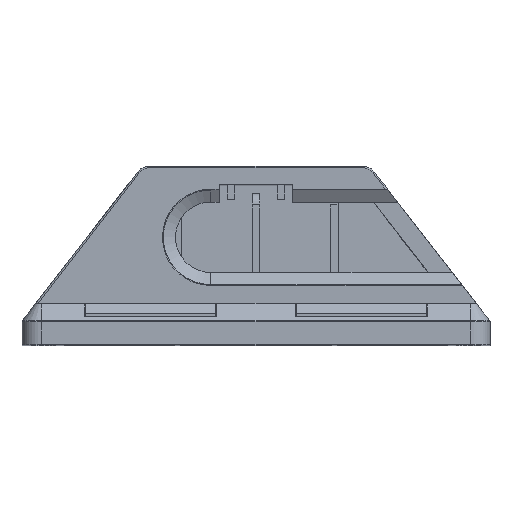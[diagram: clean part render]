
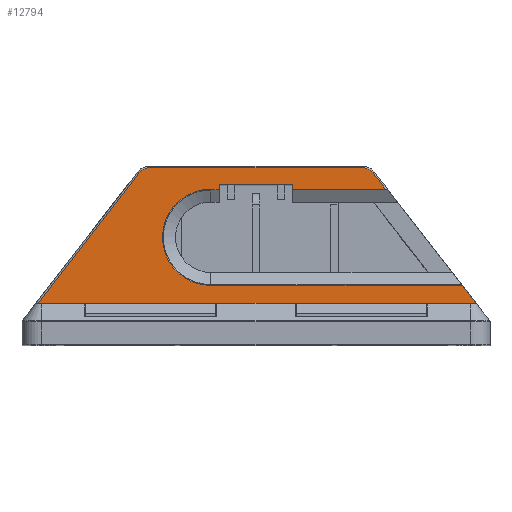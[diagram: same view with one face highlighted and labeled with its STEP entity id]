
A CAD part, top view. The second image highlights one B-rep face of the part: STEP entity #12794.
In plain terms, the highlighted planar face has unit normal (0, 0, 1).
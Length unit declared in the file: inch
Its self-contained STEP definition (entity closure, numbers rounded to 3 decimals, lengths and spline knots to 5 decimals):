
#562=PLANE('',#13598);
#1162=FACE_OUTER_BOUND('',#1853,.T.);
#1853=EDGE_LOOP('',(#10955,#10956,#10957,#10958,#10959,#10960,#10961,#10962,
#10963,#10964,#10965,#10966,#10967,#10968,#10969,#10970,#10971,#10972,#10973));
#3252=LINE('',#20798,#4847);
#3253=LINE('',#20804,#4848);
#3256=LINE('',#20816,#4851);
#3257=LINE('',#20819,#4852);
#3258=LINE('',#20821,#4853);
#3259=LINE('',#20823,#4854);
#3260=LINE('',#20825,#4855);
#3261=LINE('',#20827,#4856);
#3262=LINE('',#20831,#4857);
#3263=LINE('',#20835,#4858);
#3264=LINE('',#20837,#4859);
#3265=LINE('',#20839,#4860);
#3266=LINE('',#20840,#4861);
#3267=LINE('',#20842,#4862);
#3268=LINE('',#20843,#4863);
#4847=VECTOR('',#16117,0.3937);
#4848=VECTOR('',#16122,0.3937);
#4851=VECTOR('',#16137,0.3937);
#4852=VECTOR('',#16140,0.3937);
#4853=VECTOR('',#16141,0.3937);
#4854=VECTOR('',#16142,0.3937);
#4855=VECTOR('',#16143,0.3937);
#4856=VECTOR('',#16144,0.3937);
#4857=VECTOR('',#16147,0.3937);
#4858=VECTOR('',#16150,0.3937);
#4859=VECTOR('',#16151,0.3937);
#4860=VECTOR('',#16152,0.3937);
#4861=VECTOR('',#16153,0.3937);
#4862=VECTOR('',#16154,0.3937);
#4863=VECTOR('',#16155,0.3937);
#5390=CIRCLE('',#13567,0.01);
#5407=CIRCLE('',#13596,0.30787);
#5408=CIRCLE('',#13599,0.09);
#5409=CIRCLE('',#13600,0.09);
#6351=VERTEX_POINT('',#20656);
#6363=VERTEX_POINT('',#20686);
#6364=VERTEX_POINT('',#20687);
#6399=VERTEX_POINT('',#20796);
#6401=VERTEX_POINT('',#20801);
#6402=VERTEX_POINT('',#20803);
#6404=VERTEX_POINT('',#20809);
#6406=VERTEX_POINT('',#20818);
#6407=VERTEX_POINT('',#20820);
#6408=VERTEX_POINT('',#20822);
#6409=VERTEX_POINT('',#20824);
#6410=VERTEX_POINT('',#20826);
#6411=VERTEX_POINT('',#20828);
#6412=VERTEX_POINT('',#20830);
#6413=VERTEX_POINT('',#20832);
#6414=VERTEX_POINT('',#20834);
#6415=VERTEX_POINT('',#20836);
#6416=VERTEX_POINT('',#20838);
#6417=VERTEX_POINT('',#20841);
#7949=EDGE_CURVE('',#6363,#6364,#5390,.F.);
#7999=EDGE_CURVE('',#6363,#6399,#3252,.T.);
#8001=EDGE_CURVE('',#6401,#6402,#3253,.T.);
#8006=EDGE_CURVE('',#6402,#6404,#5407,.T.);
#8008=EDGE_CURVE('',#6404,#6399,#3256,.T.);
#8009=EDGE_CURVE('',#6401,#6406,#3257,.T.);
#8010=EDGE_CURVE('',#6406,#6407,#3258,.T.);
#8011=EDGE_CURVE('',#6407,#6408,#3259,.T.);
#8012=EDGE_CURVE('',#6409,#6408,#3260,.T.);
#8013=EDGE_CURVE('',#6410,#6409,#3261,.T.);
#8014=EDGE_CURVE('',#6411,#6410,#5408,.T.);
#8015=EDGE_CURVE('',#6412,#6411,#3262,.T.);
#8016=EDGE_CURVE('',#6413,#6412,#5409,.T.);
#8017=EDGE_CURVE('',#6414,#6413,#3263,.T.);
#8018=EDGE_CURVE('',#6414,#6415,#3264,.T.);
#8019=EDGE_CURVE('',#6415,#6416,#3265,.T.);
#8020=EDGE_CURVE('',#6416,#6351,#3266,.T.);
#8021=EDGE_CURVE('',#6351,#6417,#3267,.T.);
#8022=EDGE_CURVE('',#6417,#6364,#3268,.T.);
#10955=ORIENTED_EDGE('',*,*,#8008,.F.);
#10956=ORIENTED_EDGE('',*,*,#8006,.F.);
#10957=ORIENTED_EDGE('',*,*,#8001,.F.);
#10958=ORIENTED_EDGE('',*,*,#8009,.T.);
#10959=ORIENTED_EDGE('',*,*,#8010,.T.);
#10960=ORIENTED_EDGE('',*,*,#8011,.T.);
#10961=ORIENTED_EDGE('',*,*,#8012,.F.);
#10962=ORIENTED_EDGE('',*,*,#8013,.F.);
#10963=ORIENTED_EDGE('',*,*,#8014,.F.);
#10964=ORIENTED_EDGE('',*,*,#8015,.F.);
#10965=ORIENTED_EDGE('',*,*,#8016,.F.);
#10966=ORIENTED_EDGE('',*,*,#8017,.F.);
#10967=ORIENTED_EDGE('',*,*,#8018,.T.);
#10968=ORIENTED_EDGE('',*,*,#8019,.T.);
#10969=ORIENTED_EDGE('',*,*,#8020,.T.);
#10970=ORIENTED_EDGE('',*,*,#8021,.T.);
#10971=ORIENTED_EDGE('',*,*,#8022,.T.);
#10972=ORIENTED_EDGE('',*,*,#7949,.F.);
#10973=ORIENTED_EDGE('',*,*,#7999,.T.);
#12794=ADVANCED_FACE('',(#1162),#562,.T.);
#13567=AXIS2_PLACEMENT_3D('',#20688,#16039,#16040);
#13596=AXIS2_PLACEMENT_3D('',#20813,#16132,#16133);
#13598=AXIS2_PLACEMENT_3D('',#20817,#16138,#16139);
#13599=AXIS2_PLACEMENT_3D('',#20829,#16145,#16146);
#13600=AXIS2_PLACEMENT_3D('',#20833,#16148,#16149);
#16039=DIRECTION('center_axis',(0.,0.,-1.));
#16040=DIRECTION('ref_axis',(1.,0.,0.));
#16117=DIRECTION('',(-0.613,0.79,0.));
#16122=DIRECTION('',(-1.,0.,0.));
#16132=DIRECTION('center_axis',(0.,0.,1.));
#16133=DIRECTION('ref_axis',(-1.,0.,0.));
#16137=DIRECTION('',(1.,0.,0.));
#16138=DIRECTION('center_axis',(0.,0.,1.));
#16139=DIRECTION('ref_axis',(1.,0.,0.));
#16140=DIRECTION('',(0.,1.,0.));
#16141=DIRECTION('',(1.,0.,0.));
#16142=DIRECTION('',(0.,-1.,0.));
#16143=DIRECTION('',(-1.,0.,0.));
#16144=DIRECTION('',(0.613,-0.79,0.));
#16145=DIRECTION('center_axis',(0.,0.,-1.));
#16146=DIRECTION('ref_axis',(0.44,0.898,0.));
#16147=DIRECTION('',(1.,0.,0.));
#16148=DIRECTION('center_axis',(0.,0.,-1.));
#16149=DIRECTION('ref_axis',(-0.44,0.898,0.));
#16150=DIRECTION('',(0.613,0.79,0.));
#16151=DIRECTION('',(1.,0.,0.));
#16152=DIRECTION('',(1.,0.,0.));
#16153=DIRECTION('',(1.,0.,0.));
#16154=DIRECTION('',(1.,0.,0.));
#16155=DIRECTION('',(1.,0.,0.));
#20656=CARTESIAN_POINT('',(0.25192,0.265,-0.125));
#20686=CARTESIAN_POINT('',(1.41039,0.26113,-0.125));
#20687=CARTESIAN_POINT('',(1.40249,0.265,-0.125));
#20688=CARTESIAN_POINT('Origin',(1.40249,0.255,-0.125));
#20796=CARTESIAN_POINT('',(1.31942,0.37842,-0.125));
#20798=CARTESIAN_POINT('',(1.49659,0.15,-0.125));
#20801=CARTESIAN_POINT('',(-0.235,0.99415,-0.125));
#20803=CARTESIAN_POINT('',(-0.29,0.99415,-0.125));
#20804=CARTESIAN_POINT('',(-0.63372,0.99415,-0.125));
#20809=CARTESIAN_POINT('',(-0.29,0.37842,-0.125));
#20813=CARTESIAN_POINT('Origin',(-0.29,0.68629,-0.125));
#20816=CARTESIAN_POINT('',(-0.18707,0.37842,-0.125));
#20817=CARTESIAN_POINT('Origin',(-0.7483,0.57064,-0.125));
#20818=CARTESIAN_POINT('',(-0.235,1.02129,-0.125));
#20819=CARTESIAN_POINT('',(-0.235,0.74096,-0.125));
#20820=CARTESIAN_POINT('',(0.235,1.02129,-0.125));
#20821=CARTESIAN_POINT('',(-0.49165,1.02129,-0.125));
#20822=CARTESIAN_POINT('',(0.235,0.99415,-0.125));
#20823=CARTESIAN_POINT('',(0.235,0.79596,-0.125));
#20824=CARTESIAN_POINT('',(0.82915,0.99415,-0.125));
#20825=CARTESIAN_POINT('',(-0.50247,0.99415,-0.125));
#20826=CARTESIAN_POINT('',(0.7498,1.09645,-0.125));
#20827=CARTESIAN_POINT('',(0.96518,0.81877,-0.125));
#20828=CARTESIAN_POINT('',(0.67868,1.13129,-0.125));
#20829=CARTESIAN_POINT('Origin',(0.67868,1.04129,-0.125));
#20830=CARTESIAN_POINT('',(-0.67868,1.13129,-0.125));
#20831=CARTESIAN_POINT('',(-0.73799,1.13129,-0.125));
#20832=CARTESIAN_POINT('',(-0.7498,1.09645,-0.125));
#20833=CARTESIAN_POINT('Origin',(-0.67868,1.04129,-0.125));
#20834=CARTESIAN_POINT('',(-1.39474,0.265,-0.125));
#20835=CARTESIAN_POINT('',(-1.24628,0.45638,-0.125));
#20836=CARTESIAN_POINT('',(-1.09413,0.265,-0.125));
#20837=CARTESIAN_POINT('',(-0.7483,0.265,-0.125));
#20838=CARTESIAN_POINT('',(-0.25192,0.265,-0.125));
#20839=CARTESIAN_POINT('',(-0.7483,0.265,-0.125));
#20840=CARTESIAN_POINT('',(-0.7483,0.265,-0.125));
#20841=CARTESIAN_POINT('',(1.09413,0.265,-0.125));
#20842=CARTESIAN_POINT('',(-0.7483,0.265,-0.125));
#20843=CARTESIAN_POINT('',(-0.7483,0.265,-0.125));
